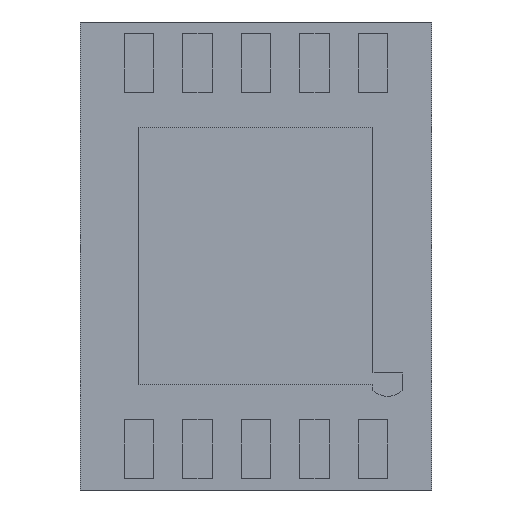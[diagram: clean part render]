
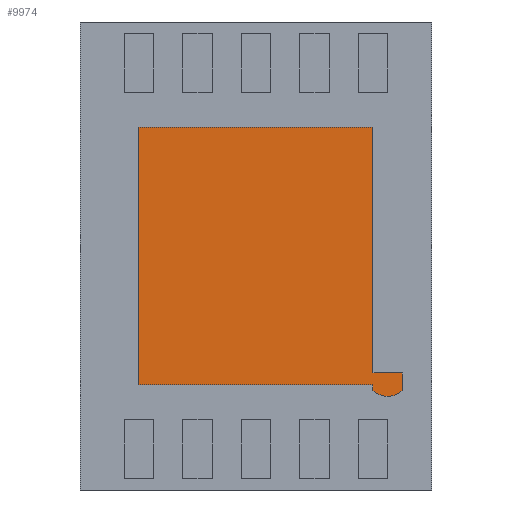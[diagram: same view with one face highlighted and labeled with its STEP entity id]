
A CAD part, front view. The second image highlights one B-rep face of the part: STEP entity #9974.
In plain terms, the highlighted planar face has unit normal (0, -1, 0).
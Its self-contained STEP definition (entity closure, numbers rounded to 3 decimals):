
#9712=DIRECTION('',(0.,0.,1.));
#9713=VECTOR('',#9712,2.1);
#9714=CARTESIAN_POINT('',(1.,0.,-1.));
#9715=LINE('',#9714,#9713);
#9719=DIRECTION('',(1.,0.,0.));
#9720=VECTOR('',#9719,0.25);
#9721=CARTESIAN_POINT('',(1.,0.,-1.));
#9722=LINE('',#9721,#9720);
#9726=DIRECTION('',(0.,0.,-1.));
#9727=VECTOR('',#9726,0.15);
#9728=CARTESIAN_POINT('',(1.25,0.,-1.));
#9729=LINE('',#9728,#9727);
#9733=CARTESIAN_POINT('',(1.125,0.,-1.019));
#9734=DIRECTION('',(0.,1.,0.));
#9735=DIRECTION('',(0.69,0.,-0.724));
#9736=AXIS2_PLACEMENT_3D('',#9733,#9734,#9735);
#9741=DIRECTION('',(0.,0.006,1.));
#9742=VECTOR('',#9741,0.05);
#9743=CARTESIAN_POINT('',(1.,0.,-1.15));
#9744=LINE('',#9743,#9742);
#9748=DIRECTION('',(1.,0.,0.));
#9749=VECTOR('',#9748,2.);
#9750=CARTESIAN_POINT('',(-1.,0.,-1.1));
#9751=LINE('',#9750,#9749);
#9755=DIRECTION('',(0.,0.,-1.));
#9756=VECTOR('',#9755,2.2);
#9757=CARTESIAN_POINT('',(-1.,0.,1.1));
#9758=LINE('',#9757,#9756);
#9762=DIRECTION('',(-1.,0.,0.));
#9763=VECTOR('',#9762,2.);
#9764=CARTESIAN_POINT('',(1.,0.,1.1));
#9765=LINE('',#9764,#9763);
#9868=CARTESIAN_POINT('',(1.,0.,1.1));
#9869=CARTESIAN_POINT('',(-1.,0.,1.1));
#9870=VERTEX_POINT('',#9868);
#9871=VERTEX_POINT('',#9869);
#9872=CARTESIAN_POINT('',(-1.,0.,-1.1));
#9873=VERTEX_POINT('',#9872);
#9874=CARTESIAN_POINT('',(1.25,0.,-1.));
#9875=CARTESIAN_POINT('',(1.25,0.,-1.15));
#9876=VERTEX_POINT('',#9874);
#9877=VERTEX_POINT('',#9875);
#9878=CARTESIAN_POINT('',(1.,0.,-1.15));
#9879=VERTEX_POINT('',#9878);
#9880=CARTESIAN_POINT('',(1.,0.,-1.1));
#9881=VERTEX_POINT('',#9880);
#9882=CARTESIAN_POINT('',(1.,0.,-1.));
#9883=VERTEX_POINT('',#9882);
#9953=CARTESIAN_POINT('',(0.,0.,0.));
#9954=DIRECTION('',(0.,1.,0.));
#9955=DIRECTION('',(1.,0.,0.));
#9956=AXIS2_PLACEMENT_3D('',#9953,#9954,#9955);
#9957=PLANE('',#9956);
#9958=ORIENTED_EDGE('',*,*,#9909,.F.);
#9960=ORIENTED_EDGE('',*,*,#9959,.T.);
#9962=ORIENTED_EDGE('',*,*,#9961,.T.);
#9964=ORIENTED_EDGE('',*,*,#9963,.T.);
#9966=ORIENTED_EDGE('',*,*,#9965,.T.);
#9968=ORIENTED_EDGE('',*,*,#9967,.F.);
#9970=ORIENTED_EDGE('',*,*,#9969,.F.);
#9971=ORIENTED_EDGE('',*,*,#9946,.F.);
#9972=EDGE_LOOP('',(#9958,#9960,#9962,#9964,#9966,#9968,#9970,#9971));
#9973=FACE_OUTER_BOUND('',#9972,.F.);
#9974=ADVANCED_FACE('',(#9973),#9957,.F.);
#9737=CIRCLE('',#9736,0.181);
#9909=EDGE_CURVE('',#9883,#9870,#9715,.T.);
#9946=EDGE_CURVE('',#9870,#9871,#9765,.T.);
#9959=EDGE_CURVE('',#9883,#9876,#9722,.T.);
#9961=EDGE_CURVE('',#9876,#9877,#9729,.T.);
#9963=EDGE_CURVE('',#9877,#9879,#9737,.T.);
#9965=EDGE_CURVE('',#9879,#9881,#9744,.T.);
#9967=EDGE_CURVE('',#9873,#9881,#9751,.T.);
#9969=EDGE_CURVE('',#9871,#9873,#9758,.T.);
